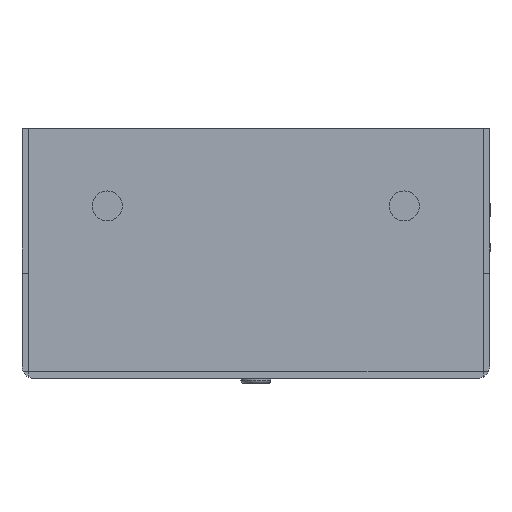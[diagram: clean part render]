
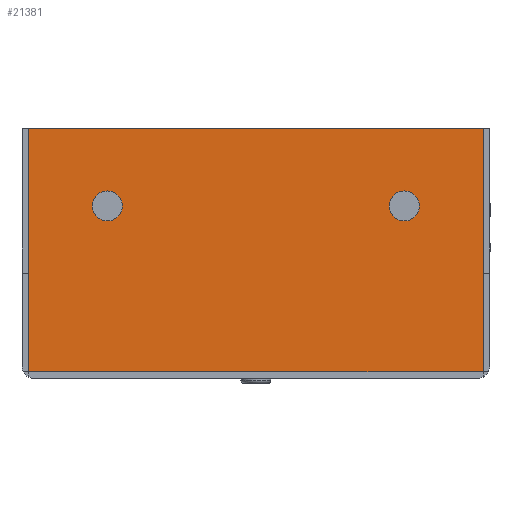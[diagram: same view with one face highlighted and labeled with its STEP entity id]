
A CAD part, front view. The second image highlights one B-rep face of the part: STEP entity #21381.
In plain terms, the highlighted planar face has unit normal (0, -1, 0).
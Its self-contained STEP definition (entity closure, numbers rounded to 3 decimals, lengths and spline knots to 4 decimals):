
#3393=PLANE('',#22487);
#4598=VECTOR('',#23740,1.);
#4601=VECTOR('',#23750,1.);
#4602=VECTOR('',#23751,1.);
#4603=VECTOR('',#23752,1.);
#4604=VECTOR('',#23753,1.);
#6551=LINE('',#27582,#4598);
#6554=LINE('',#27594,#4601);
#6555=LINE('',#27596,#4602);
#6556=LINE('',#27598,#4603);
#6557=LINE('',#27600,#4604);
#8477=VERTEX_POINT('',#27275);
#8478=VERTEX_POINT('',#27277);
#8538=VERTEX_POINT('',#27583);
#8541=VERTEX_POINT('',#27591);
#8542=VERTEX_POINT('',#27593);
#8543=VERTEX_POINT('',#27595);
#8544=VERTEX_POINT('',#27597);
#8545=VERTEX_POINT('',#27599);
#10337=CIRCLE('',#22453,0.1524);
#10363=CIRCLE('',#22488,0.1905);
#10364=CIRCLE('',#22489,0.1905);
#10613=EDGE_CURVE('',#8477,#8478,#10337,.T.);
#10682=EDGE_CURVE('',#8538,#8478,#6551,.T.);
#10686=EDGE_CURVE('',#8541,#8541,#10363,.T.);
#10687=EDGE_CURVE('',#8542,#8542,#10364,.T.);
#10688=EDGE_CURVE('',#8477,#8543,#6554,.T.);
#10689=EDGE_CURVE('',#8543,#8544,#6555,.T.);
#10690=EDGE_CURVE('',#8545,#8544,#6556,.T.);
#10691=EDGE_CURVE('',#8538,#8545,#6557,.T.);
#13447=ORIENTED_EDGE('',*,*,#10686,.T.);
#13448=ORIENTED_EDGE('',*,*,#10687,.T.);
#13449=ORIENTED_EDGE('',*,*,#10613,.F.);
#13450=ORIENTED_EDGE('',*,*,#10688,.T.);
#13451=ORIENTED_EDGE('',*,*,#10689,.T.);
#13452=ORIENTED_EDGE('',*,*,#10690,.F.);
#13453=ORIENTED_EDGE('',*,*,#10691,.F.);
#13454=ORIENTED_EDGE('',*,*,#10682,.T.);
#18869=EDGE_LOOP('',(#13447));
#18870=EDGE_LOOP('',(#13448));
#18871=EDGE_LOOP('',(#13449,#13450,#13451,#13452,#13453,#13454));
#20128=FACE_BOUND('',#18869,.T.);
#20129=FACE_BOUND('',#18870,.T.);
#20130=FACE_BOUND('',#18871,.T.);
#21381=ADVANCED_FACE('',(#20128,#20129,#20130),#3393,.T.);
#22453=AXIS2_PLACEMENT_3D('',#27276,#23645,#23646);
#22487=AXIS2_PLACEMENT_3D('',#27589,#23745,$);
#22488=AXIS2_PLACEMENT_3D('',#27590,#23746,#23747);
#22489=AXIS2_PLACEMENT_3D('',#27592,#23748,#23749);
#23645=DIRECTION('',(0.,1.,0.));
#23646=DIRECTION('',(-0.108,0.,0.108));
#23740=DIRECTION('',(0.,0.,1.));
#23745=DIRECTION('',(0.,-1.,0.));
#23746=DIRECTION('',(0.,1.,0.));
#23747=DIRECTION('',(0.191,0.,0.));
#23748=DIRECTION('',(0.,1.,0.));
#23749=DIRECTION('',(0.191,0.,0.));
#23750=DIRECTION('',(0.,0.,-1.));
#23751=DIRECTION('',(1.,0.,0.));
#23752=DIRECTION('',(0.,0.,-1.));
#23753=DIRECTION('',(1.,0.,0.));
#27275=CARTESIAN_POINT('',(0.,0.,
0.0637));
#27276=CARTESIAN_POINT('',(0.0711,0.,-0.0711));
#27277=CARTESIAN_POINT('',(0.,0.,0.0637));
#27582=CARTESIAN_POINT('',(0.,0.,0.));
#27583=CARTESIAN_POINT('',(0.,0.,0.));
#27589=CARTESIAN_POINT('',(2.8905,0.,0.0813));
#27590=CARTESIAN_POINT('',(4.7777,0.,-2.1107));
#27591=CARTESIAN_POINT('',(4.9682,0.,-2.1107));
#27592=CARTESIAN_POINT('',(1.0033,0.,-2.1107));
#27593=CARTESIAN_POINT('',(1.1938,0.,-2.1107));
#27594=CARTESIAN_POINT('',(0.,0.,
0.0813));
#27595=CARTESIAN_POINT('',(0.,0.,
-3.0937));
#27596=CARTESIAN_POINT('',(0.,0.,
-3.0937));
#27597=CARTESIAN_POINT('',(5.781,0.,-3.0937));
#27598=CARTESIAN_POINT('',(5.781,0.,0.0813));
#27599=CARTESIAN_POINT('',(5.781,0.,0.));
#27600=CARTESIAN_POINT('',(2.8905,0.,0.));
